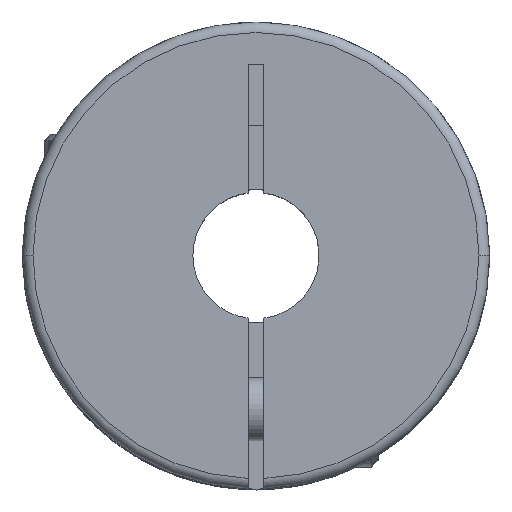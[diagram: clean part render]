
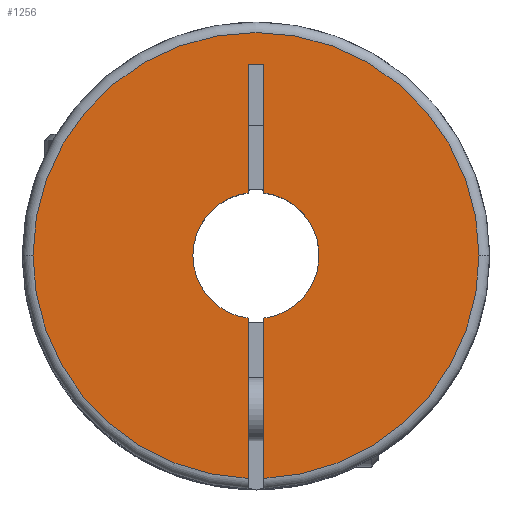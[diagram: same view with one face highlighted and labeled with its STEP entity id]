
A CAD part, top view. The second image highlights one B-rep face of the part: STEP entity #1256.
In plain terms, the highlighted planar face has unit normal (0, 0, 1).
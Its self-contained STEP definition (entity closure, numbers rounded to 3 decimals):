
#42 = VECTOR ( 'NONE', #4183, 1000. ) ;
#72 = EDGE_CURVE ( 'NONE', #3371, #3005, #2244, .T. ) ;
#84 = PLANE ( 'NONE',  #1105 ) ;
#96 = CARTESIAN_POINT ( 'NONE',  ( -0.375, 2.976, 0. ) ) ;
#104 = VERTEX_POINT ( 'NONE', #175 ) ;
#108 = VECTOR ( 'NONE', #3881, 1000. ) ;
#144 = EDGE_CURVE ( 'NONE', #938, #3613, #1025, .T. ) ;
#145 = DIRECTION ( 'NONE',  ( -1., 0., 0. ) ) ;
#175 = CARTESIAN_POINT ( 'NONE',  ( 0.375, -2.976, 0. ) ) ;
#200 = DIRECTION ( 'NONE',  ( 0., 0., -1. ) ) ;
#262 = ORIENTED_EDGE ( 'NONE', *, *, #4062, .F. ) ;
#364 = ORIENTED_EDGE ( 'NONE', *, *, #1904, .F. ) ;
#409 = ORIENTED_EDGE ( 'NONE', *, *, #72, .F. ) ;
#452 = VERTEX_POINT ( 'NONE', #1223 ) ;
#487 = CARTESIAN_POINT ( 'NONE',  ( 0.375, -11.1, 0. ) ) ;
#517 = ORIENTED_EDGE ( 'NONE', *, *, #648, .F. ) ;
#527 = CIRCLE ( 'NONE', #3742, 10.6 ) ;
#648 = EDGE_CURVE ( 'NONE', #3947, #938, #2902, .T. ) ;
#680 = CIRCLE ( 'NONE', #3180, 3. ) ;
#726 = ORIENTED_EDGE ( 'NONE', *, *, #3691, .F. ) ;
#742 = EDGE_CURVE ( 'NONE', #452, #3757, #2695, .T. ) ;
#776 = EDGE_CURVE ( 'NONE', #3757, #3613, #680, .T. ) ;
#938 = VERTEX_POINT ( 'NONE', #4112 ) ;
#956 = CARTESIAN_POINT ( 'NONE',  ( 0.375, -10.593, 0. ) ) ;
#1025 = LINE ( 'NONE', #3409, #1306 ) ;
#1037 = CARTESIAN_POINT ( 'NONE',  ( 0., 0., 0. ) ) ;
#1105 = AXIS2_PLACEMENT_3D ( 'NONE', #1786, #1430, #3801 ) ;
#1125 = EDGE_LOOP ( 'NONE', ( #409, #364, #4044, #1712, #4351, #517, #2162, #1646, #262, #2277, #726 ) ) ;
#1131 = VECTOR ( 'NONE', #1902, 1000. ) ;
#1150 = AXIS2_PLACEMENT_3D ( 'NONE', #1995, #1654, #2042 ) ;
#1223 = CARTESIAN_POINT ( 'NONE',  ( -0.375, -2.976, 0. ) ) ;
#1256 = ADVANCED_FACE ( 'NONE', ( #3128 ), #84, .F. ) ;
#1306 = VECTOR ( 'NONE', #4030, 1000. ) ;
#1318 = CARTESIAN_POINT ( 'NONE',  ( 0.375, -11.1, 0. ) ) ;
#1396 = EDGE_CURVE ( 'NONE', #2368, #104, #2850, .T. ) ;
#1430 = DIRECTION ( 'NONE',  ( 0., 0., -1. ) ) ;
#1431 = EDGE_CURVE ( 'NONE', #2368, #3947, #4261, .T. ) ;
#1470 = LINE ( 'NONE', #2845, #108 ) ;
#1557 = DIRECTION ( 'NONE',  ( -1., 0., 0. ) ) ;
#1566 = CIRCLE ( 'NONE', #1150, 10.6 ) ;
#1637 = DIRECTION ( 'NONE',  ( -1., 0., 0. ) ) ;
#1646 = ORIENTED_EDGE ( 'NONE', *, *, #1396, .T. ) ;
#1654 = DIRECTION ( 'NONE',  ( 0., 0., -1. ) ) ;
#1712 = ORIENTED_EDGE ( 'NONE', *, *, #776, .T. ) ;
#1786 = CARTESIAN_POINT ( 'NONE',  ( 0., 0., 0. ) ) ;
#1793 = VERTEX_POINT ( 'NONE', #2444 ) ;
#1804 = EDGE_CURVE ( 'NONE', #1793, #3292, #527, .T. ) ;
#1843 = CARTESIAN_POINT ( 'NONE',  ( 0., 0., 0. ) ) ;
#1902 = DIRECTION ( 'NONE',  ( 0., 1., 0. ) ) ;
#1903 = CARTESIAN_POINT ( 'NONE',  ( 0.375, 9.1, 0. ) ) ;
#1904 = EDGE_CURVE ( 'NONE', #452, #3371, #1470, .T. ) ;
#1947 = DIRECTION ( 'NONE',  ( 0., 0., -1. ) ) ;
#1995 = CARTESIAN_POINT ( 'NONE',  ( 0., 0., 0. ) ) ;
#2042 = DIRECTION ( 'NONE',  ( -1., 0., 0. ) ) ;
#2123 = CARTESIAN_POINT ( 'NONE',  ( 0., 0., 0. ) ) ;
#2162 = ORIENTED_EDGE ( 'NONE', *, *, #1431, .F. ) ;
#2164 = CARTESIAN_POINT ( 'NONE',  ( -10.6, 0., 0. ) ) ;
#2244 = CIRCLE ( 'NONE', #2955, 10.6 ) ;
#2277 = ORIENTED_EDGE ( 'NONE', *, *, #1804, .F. ) ;
#2312 = CARTESIAN_POINT ( 'NONE',  ( -3., 0., 0. ) ) ;
#2368 = VERTEX_POINT ( 'NONE', #3736 ) ;
#2381 = DIRECTION ( 'NONE',  ( 0., 1., 0. ) ) ;
#2444 = CARTESIAN_POINT ( 'NONE',  ( 10.6, 0., 0. ) ) ;
#2599 = DIRECTION ( 'NONE',  ( -1., 0., 0. ) ) ;
#2695 = CIRCLE ( 'NONE', #3677, 3. ) ;
#2845 = CARTESIAN_POINT ( 'NONE',  ( -0.375, 9.1, 0. ) ) ;
#2850 = CIRCLE ( 'NONE', #4400, 3. ) ;
#2902 = LINE ( 'NONE', #4247, #42 ) ;
#2955 = AXIS2_PLACEMENT_3D ( 'NONE', #3888, #200, #1557 ) ;
#3001 = DIRECTION ( 'NONE',  ( 0., 0., -1. ) ) ;
#3005 = VERTEX_POINT ( 'NONE', #2164 ) ;
#3128 = FACE_OUTER_BOUND ( 'NONE', #1125, .T. ) ;
#3180 = AXIS2_PLACEMENT_3D ( 'NONE', #4292, #3001, #1637 ) ;
#3204 = DIRECTION ( 'NONE',  ( 0., 0., -1. ) ) ;
#3292 = VERTEX_POINT ( 'NONE', #956 ) ;
#3371 = VERTEX_POINT ( 'NONE', #3747 ) ;
#3409 = CARTESIAN_POINT ( 'NONE',  ( -0.375, 9.1, 0. ) ) ;
#3461 = VECTOR ( 'NONE', #2381, 1000. ) ;
#3613 = VERTEX_POINT ( 'NONE', #96 ) ;
#3677 = AXIS2_PLACEMENT_3D ( 'NONE', #1843, #3204, #145 ) ;
#3691 = EDGE_CURVE ( 'NONE', #3005, #1793, #1566, .T. ) ;
#3736 = CARTESIAN_POINT ( 'NONE',  ( 0.375, 2.976, 0. ) ) ;
#3742 = AXIS2_PLACEMENT_3D ( 'NONE', #2123, #3906, #2599 ) ;
#3747 = CARTESIAN_POINT ( 'NONE',  ( -0.375, -10.593, 0. ) ) ;
#3757 = VERTEX_POINT ( 'NONE', #2312 ) ;
#3801 = DIRECTION ( 'NONE',  ( 0., -1., 0. ) ) ;
#3881 = DIRECTION ( 'NONE',  ( 0., -1., 0. ) ) ;
#3888 = CARTESIAN_POINT ( 'NONE',  ( 0., 0., 0. ) ) ;
#3906 = DIRECTION ( 'NONE',  ( 0., 0., -1. ) ) ;
#3947 = VERTEX_POINT ( 'NONE', #1903 ) ;
#4030 = DIRECTION ( 'NONE',  ( 0., -1., 0. ) ) ;
#4044 = ORIENTED_EDGE ( 'NONE', *, *, #742, .T. ) ;
#4062 = EDGE_CURVE ( 'NONE', #3292, #104, #4346, .T. ) ;
#4112 = CARTESIAN_POINT ( 'NONE',  ( -0.375, 9.1, 0. ) ) ;
#4183 = DIRECTION ( 'NONE',  ( -1., 0., 0. ) ) ;
#4247 = CARTESIAN_POINT ( 'NONE',  ( 0.375, 9.1, 0. ) ) ;
#4261 = LINE ( 'NONE', #487, #1131 ) ;
#4292 = CARTESIAN_POINT ( 'NONE',  ( 0., 0., 0. ) ) ;
#4346 = LINE ( 'NONE', #1318, #3461 ) ;
#4347 = DIRECTION ( 'NONE',  ( -1., 0., 0. ) ) ;
#4351 = ORIENTED_EDGE ( 'NONE', *, *, #144, .F. ) ;
#4400 = AXIS2_PLACEMENT_3D ( 'NONE', #1037, #1947, #4347 ) ;
